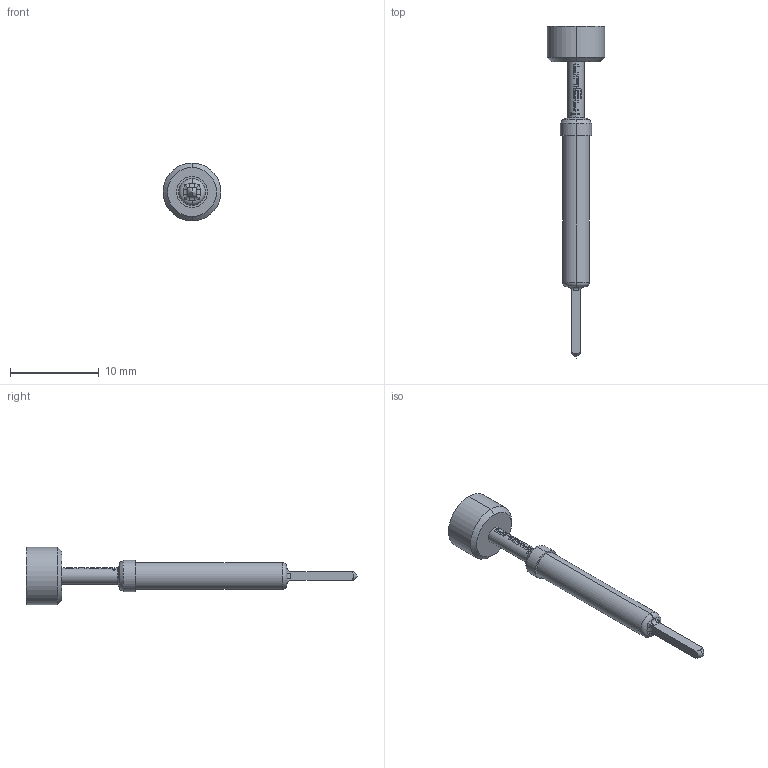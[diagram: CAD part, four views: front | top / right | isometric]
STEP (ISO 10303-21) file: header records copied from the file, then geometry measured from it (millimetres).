
FILE_DESCRIPTION (( 'STEP AP203' ), '1' );
FILE_NAME ('INGUN_GKS-103_202_650_A_xx02_W.STEP', '2021-12-14T14:00:14', ( 'ochi' ), ( '' ), 'SwSTEP 2.0', 'SolidWorks 2018', '' );
FILE_SCHEMA (( 'CONFIG_CONTROL_DESIGN' ));
Length unit declared in the file: millimetre
Products named in the file (1): INGUN_GKS-103_202_650_A_xx02_W
Bounding box: 6.5 x 37.3 x 6.5 mm (x, y, z)
Volume: 291.4 mm3; surface area: 397 mm2
Topology: 1 solids, 1 shells, 122 faces, 336 edges, 217 vertices
Faces by surface type: bspline 51, cylinder 31, plane 30, cone 8, torus 2
Entity records: 5348 total; most frequent: CARTESIAN_POINT 2800, ORIENTED_EDGE 668, EDGE_CURVE 334, DIRECTION 270, B_SPLINE_CURVE_WITH_KNOTS 248, VERTEX_POINT 217, EDGE_LOOP 125, ADVANCED_FACE 122
